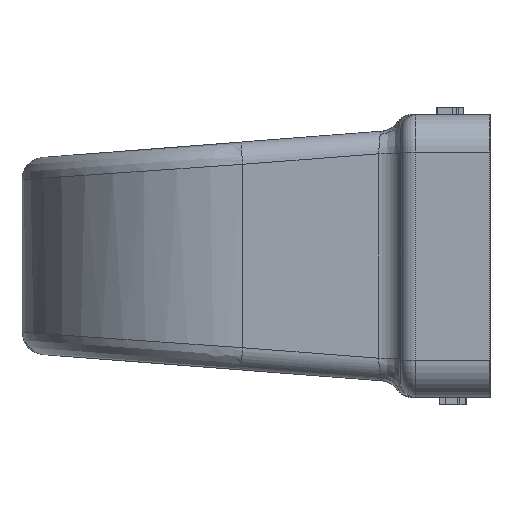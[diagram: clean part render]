
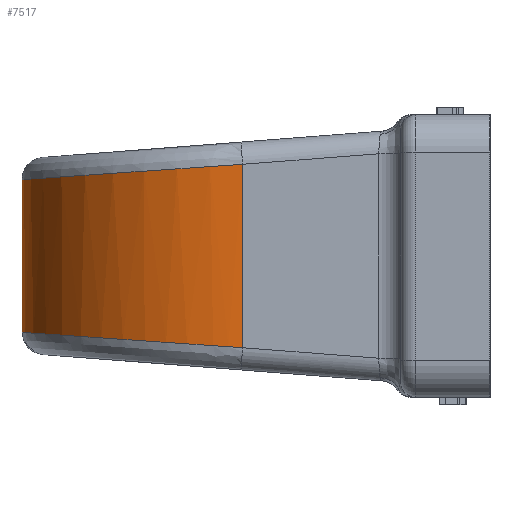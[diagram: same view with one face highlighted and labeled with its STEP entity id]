
A CAD part, left-side view. The second image highlights one B-rep face of the part: STEP entity #7517.
In plain terms, the highlighted cylindrical face has radius 29.7 mm (diameter 59.4 mm), a partial arc.
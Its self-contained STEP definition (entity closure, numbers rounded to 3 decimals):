
#99 = CARTESIAN_POINT ( 'NONE',  ( -29.7, 0., -12.344 ) ) ;
#310 = EDGE_CURVE ( 'NONE', #1151, #8675, #10736, .T. ) ;
#495 = EDGE_CURVE ( 'NONE', #5368, #10466, #1264, .T. ) ;
#833 = CARTESIAN_POINT ( 'NONE',  ( 0., 29.7, 10.28 ) ) ;
#1151 = VERTEX_POINT ( 'NONE', #7474 ) ;
#1161 = CARTESIAN_POINT ( 'NONE',  ( 0., 29.7, 10.28 ) ) ;
#1264 = LINE ( 'NONE', #5050, #1867 ) ;
#1290 = CARTESIAN_POINT ( 'NONE',  ( 29.7, 0., -12.344 ) ) ;
#1469 = ORIENTED_EDGE ( 'NONE', *, *, #4801, .T. ) ;
#1867 = VECTOR ( 'NONE', #5092, 1000. ) ;
#2508 = FACE_OUTER_BOUND ( 'NONE', #6229, .T. ) ;
#2521 = DIRECTION ( 'NONE',  ( 0., 0., -1. ) ) ;
#3994 = ORIENTED_EDGE ( 'NONE', *, *, #495, .T. ) ;
#4276 =( BOUNDED_CURVE ( )  B_SPLINE_CURVE ( 3, ( #9047, #7858, #11959, #99 ),
 .UNSPECIFIED., .F., .T. ) 
 B_SPLINE_CURVE_WITH_KNOTS ( ( 4, 4 ),
 ( 1.571, 4.712 ),
 .UNSPECIFIED. ) 
 CURVE ( )  GEOMETRIC_REPRESENTATION_ITEM ( )  RATIONAL_B_SPLINE_CURVE ( ( 1., 0.333, 0.333, 1. ) ) 
 REPRESENTATION_ITEM ( '' )  );
#4801 = EDGE_CURVE ( 'NONE', #1151, #10190, #10371, .T. ) ;
#5050 = CARTESIAN_POINT ( 'NONE',  ( 29.7, 0., 19. ) ) ;
#5092 = DIRECTION ( 'NONE',  ( 0., 0., -1. ) ) ;
#5368 = VERTEX_POINT ( 'NONE', #8977 ) ;
#5589 =( BOUNDED_CURVE ( )  B_SPLINE_CURVE ( 3, ( #1161, #7905, #11088, #11953 ),
 .UNSPECIFIED., .F., .T. ) 
 B_SPLINE_CURVE_WITH_KNOTS ( ( 4, 4 ),
 ( 0., 1.571 ),
 .UNSPECIFIED. ) 
 CURVE ( )  GEOMETRIC_REPRESENTATION_ITEM ( )  RATIONAL_B_SPLINE_CURVE ( ( 1., 0.805, 0.805, 1. ) ) 
 REPRESENTATION_ITEM ( '' )  );
#5776 = CARTESIAN_POINT ( 'NONE',  ( -17.398, 29.7, 10.28 ) ) ;
#6229 = EDGE_LOOP ( 'NONE', ( #3994, #8498, #10018, #1469, #10929 ) ) ;
#7017 = CARTESIAN_POINT ( 'NONE',  ( 0., 0., 19. ) ) ;
#7474 = CARTESIAN_POINT ( 'NONE',  ( -29.7, 0., 12.344 ) ) ;
#7517 = ADVANCED_FACE ( 'NONE', ( #2508 ), #11668, .T. ) ;
#7858 = CARTESIAN_POINT ( 'NONE',  ( 29.7, 59.4, -8.216 ) ) ;
#7905 = CARTESIAN_POINT ( 'NONE',  ( 17.398, 29.7, 10.28 ) ) ;
#7999 = DIRECTION ( 'NONE',  ( -1., 0., 0. ) ) ;
#8453 = CARTESIAN_POINT ( 'NONE',  ( -29.7, 17.398, 11.135 ) ) ;
#8498 = ORIENTED_EDGE ( 'NONE', *, *, #9701, .T. ) ;
#8529 = VECTOR ( 'NONE', #2521, 1000. ) ;
#8608 = EDGE_CURVE ( 'NONE', #10190, #5368, #5589, .T. ) ;
#8675 = VERTEX_POINT ( 'NONE', #10170 ) ;
#8977 = CARTESIAN_POINT ( 'NONE',  ( 29.7, 0., 12.344 ) ) ;
#8992 = DIRECTION ( 'NONE',  ( 0., 0., -1. ) ) ;
#9047 = CARTESIAN_POINT ( 'NONE',  ( 29.7, 0., -12.344 ) ) ;
#9701 = EDGE_CURVE ( 'NONE', #10466, #8675, #4276, .T. ) ;
#10018 = ORIENTED_EDGE ( 'NONE', *, *, #310, .F. ) ;
#10170 = CARTESIAN_POINT ( 'NONE',  ( -29.7, 0., -12.344 ) ) ;
#10190 = VERTEX_POINT ( 'NONE', #12905 ) ;
#10371 =( BOUNDED_CURVE ( )  B_SPLINE_CURVE ( 3, ( #11506, #8453, #5776, #833 ),
 .UNSPECIFIED., .F., .F. ) 
 B_SPLINE_CURVE_WITH_KNOTS ( ( 4, 4 ),
 ( 4.712, 6.283 ),
 .UNSPECIFIED. ) 
 CURVE ( )  GEOMETRIC_REPRESENTATION_ITEM ( )  RATIONAL_B_SPLINE_CURVE ( ( 1., 0.805, 0.805, 1. ) ) 
 REPRESENTATION_ITEM ( '' )  );
#10466 = VERTEX_POINT ( 'NONE', #1290 ) ;
#10736 = LINE ( 'NONE', #12412, #8529 ) ;
#10817 = AXIS2_PLACEMENT_3D ( 'NONE', #7017, #8992, #7999 ) ;
#10929 = ORIENTED_EDGE ( 'NONE', *, *, #8608, .T. ) ;
#11088 = CARTESIAN_POINT ( 'NONE',  ( 29.7, 17.398, 11.135 ) ) ;
#11506 = CARTESIAN_POINT ( 'NONE',  ( -29.7, 0., 12.344 ) ) ;
#11668 = CYLINDRICAL_SURFACE ( 'NONE', #10817, 29.7 ) ;
#11953 = CARTESIAN_POINT ( 'NONE',  ( 29.7, 0., 12.344 ) ) ;
#11959 = CARTESIAN_POINT ( 'NONE',  ( -29.7, 59.4, -8.216 ) ) ;
#12412 = CARTESIAN_POINT ( 'NONE',  ( -29.7, 0., 19. ) ) ;
#12905 = CARTESIAN_POINT ( 'NONE',  ( 0., 29.7, 10.28 ) ) ;
